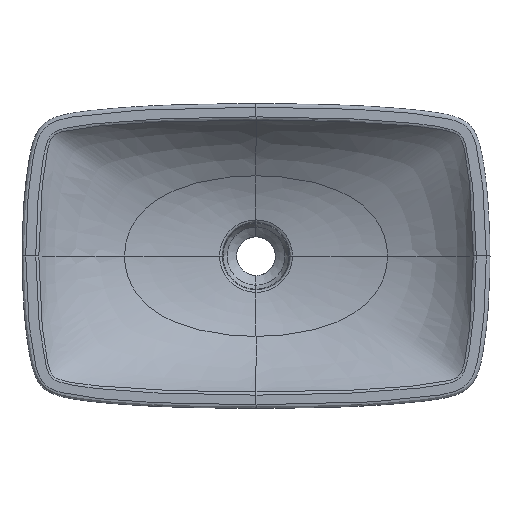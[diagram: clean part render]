
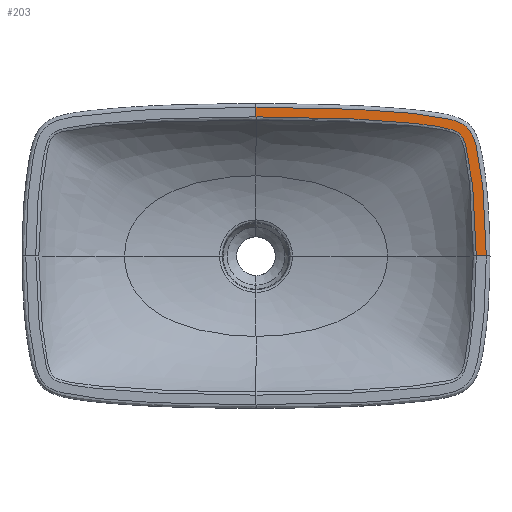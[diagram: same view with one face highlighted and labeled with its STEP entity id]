
A CAD part, top view. The second image highlights one B-rep face of the part: STEP entity #203.
In plain terms, the highlighted planar face has unit normal (0, 0, 1).
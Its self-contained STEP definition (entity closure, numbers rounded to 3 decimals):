
#46=LINE('',#18263,#52);
#52=VECTOR('',#1235,1.);
#134=PLANE('',#1200);
#203=ADVANCED_FACE('',(#308),#134,.F.);
#308=FACE_OUTER_BOUND('',#384,.T.);
#384=EDGE_LOOP('',(#655,#656,#657,#658,#659,#660));
#655=ORIENTED_EDGE('',*,*,#951,.F.);
#656=ORIENTED_EDGE('',*,*,#1014,.T.);
#657=ORIENTED_EDGE('',*,*,#1015,.F.);
#658=ORIENTED_EDGE('',*,*,#1016,.F.);
#659=ORIENTED_EDGE('',*,*,#1010,.T.);
#660=ORIENTED_EDGE('',*,*,#1009,.F.);
#814=VERTEX_POINT('',#8774);
#819=VERTEX_POINT('',#9601);
#852=VERTEX_POINT('',#17328);
#853=VERTEX_POINT('',#17357);
#855=VERTEX_POINT('',#18213);
#856=VERTEX_POINT('',#18262);
#951=EDGE_CURVE('',#819,#814,#1107,.T.);
#1009=EDGE_CURVE('',#814,#852,#1154,.T.);
#1010=EDGE_CURVE('',#853,#852,#1155,.T.);
#1014=EDGE_CURVE('',#819,#855,#1158,.T.);
#1015=EDGE_CURVE('',#856,#855,#1159,.T.);
#1016=EDGE_CURVE('',#853,#856,#46,.T.);
#1107=B_SPLINE_CURVE_WITH_KNOTS('',3,(#9597,#9598,#9599,#9600),
 .UNSPECIFIED.,.F.,.F.,(4,4),(0.,1.),.UNSPECIFIED.);
#1154=B_SPLINE_CURVE_WITH_KNOTS('',3,(#17324,#17325,#17326,#17327),
 .UNSPECIFIED.,.F.,.F.,(4,4),(0.,1.),.UNSPECIFIED.);
#1155=B_SPLINE_CURVE_WITH_KNOTS('',3,(#17329,#17330,#17331,#17332,#17333,
#17334,#17335,#17336,#17337,#17338,#17339,#17340,#17341,#17342,#17343,#17344,
#17345,#17346,#17347,#17348,#17349,#17350,#17351,#17352,#17353,#17354,#17355,
#17356),.UNSPECIFIED.,.F.,.F.,(4,2,2,2,2,2,2,2,2,2,2,2,2,4),(0.,0.063,
0.125,0.25,0.313,0.344,0.375,
0.406,0.438,0.469,0.5,0.625,0.75,1.),.UNSPECIFIED.);
#1158=B_SPLINE_CURVE_WITH_KNOTS('',3,(#18209,#18210,#18211,#18212),
 .UNSPECIFIED.,.F.,.F.,(4,4),(0.,1.),.UNSPECIFIED.);
#1159=B_SPLINE_CURVE_WITH_KNOTS('',3,(#18214,#18215,#18216,#18217,#18218,
#18219,#18220,#18221,#18222,#18223,#18224,#18225,#18226,#18227,#18228,#18229,
#18230,#18231,#18232,#18233,#18234,#18235,#18236,#18237,#18238,#18239,#18240,
#18241,#18242,#18243,#18244,#18245,#18246,#18247,#18248,#18249,#18250,#18251,
#18252,#18253,#18254,#18255,#18256,#18257,#18258,#18259,#18260,#18261),
 .UNSPECIFIED.,.F.,.F.,(4,2,2,2,2,2,2,2,2,2,2,2,2,2,2,2,2,2,2,2,2,2,2,4),
(0.,0.063,0.126,0.189,0.252,
0.284,0.315,0.347,0.363,
0.379,0.386,0.394,0.41,
0.442,0.473,0.505,0.568,
0.631,0.757,0.883,0.946,
0.978,0.994,1.),.UNSPECIFIED.);
#1200=AXIS2_PLACEMENT_3D('',#18264,#1236,#1237);
#1235=DIRECTION('',(-1.,0.,0.));
#1236=DIRECTION('',(0.,0.,-1.));
#1237=DIRECTION('',(-1.,0.,0.));
#8774=CARTESIAN_POINT('',(0.,184.779,0.));
#9597=CARTESIAN_POINT('',(0.,172.826,0.));
#9598=CARTESIAN_POINT('',(0.001,176.811,0.));
#9599=CARTESIAN_POINT('',(0.001,180.795,0.));
#9600=CARTESIAN_POINT('',(0.,184.779,0.));
#9601=CARTESIAN_POINT('',(0.,172.826,0.));
#17324=CARTESIAN_POINT('',(0.,184.779,0.));
#17325=CARTESIAN_POINT('',(0.466,184.778,0.));
#17326=CARTESIAN_POINT('',(0.933,184.777,0.));
#17327=CARTESIAN_POINT('',(1.399,184.777,0.));
#17328=CARTESIAN_POINT('',(1.399,184.777,0.));
#17329=CARTESIAN_POINT('',(286.118,0.,0.));
#17330=CARTESIAN_POINT('',(286.118,8.864,0.));
#17331=CARTESIAN_POINT('',(286.039,17.723,0.));
#17332=CARTESIAN_POINT('',(285.543,35.422,0.));
#17333=CARTESIAN_POINT('',(285.161,44.263,0.));
#17334=CARTESIAN_POINT('',(283.604,70.764,0.));
#17335=CARTESIAN_POINT('',(281.947,88.415,0.));
#17336=CARTESIAN_POINT('',(278.151,114.746,0.));
#17337=CARTESIAN_POINT('',(276.803,123.506,0.));
#17338=CARTESIAN_POINT('',(273.763,136.434,0.));
#17339=CARTESIAN_POINT('',(272.593,140.711,0.));
#17340=CARTESIAN_POINT('',(269.368,149.081,0.));
#17341=CARTESIAN_POINT('',(267.375,153.067,0.));
#17342=CARTESIAN_POINT('',(261.765,160.115,0.));
#17343=CARTESIAN_POINT('',(258.221,162.931,0.));
#17344=CARTESIAN_POINT('',(250.333,167.19,0.));
#17345=CARTESIAN_POINT('',(246.103,168.663,0.));
#17346=CARTESIAN_POINT('',(237.47,171.071,0.));
#17347=CARTESIAN_POINT('',(233.098,171.972,0.));
#17348=CARTESIAN_POINT('',(224.311,173.539,0.));
#17349=CARTESIAN_POINT('',(219.894,174.193,0.));
#17350=CARTESIAN_POINT('',(197.759,177.195,0.));
#17351=CARTESIAN_POINT('',(179.947,178.842,0.));
#17352=CARTESIAN_POINT('',(144.289,181.324,0.));
#17353=CARTESIAN_POINT('',(126.445,182.209,0.));
#17354=CARTESIAN_POINT('',(72.887,184.26,0.));
#17355=CARTESIAN_POINT('',(37.142,184.793,0.));
#17356=CARTESIAN_POINT('',(1.399,184.777,0.));
#17357=CARTESIAN_POINT('',(286.118,0.,0.));
#18209=CARTESIAN_POINT('',(0.,172.826,0.));
#18210=CARTESIAN_POINT('',(0.466,172.825,0.));
#18211=CARTESIAN_POINT('',(0.933,172.824,0.));
#18212=CARTESIAN_POINT('',(1.399,172.824,0.));
#18213=CARTESIAN_POINT('',(1.399,172.824,0.));
#18214=CARTESIAN_POINT('',(273.634,0.,0.));
#18215=CARTESIAN_POINT('',(273.634,8.476,0.));
#18216=CARTESIAN_POINT('',(273.562,16.945,0.));
#18217=CARTESIAN_POINT('',(273.096,33.853,0.));
#18218=CARTESIAN_POINT('',(272.735,42.295,0.));
#18219=CARTESIAN_POINT('',(271.762,59.155,0.));
#18220=CARTESIAN_POINT('',(271.15,67.573,0.));
#18221=CARTESIAN_POINT('',(269.578,84.376,0.));
#18222=CARTESIAN_POINT('',(268.604,92.76,0.));
#18223=CARTESIAN_POINT('',(266.879,105.311,0.));
#18224=CARTESIAN_POINT('',(266.274,109.492,0.));
#18225=CARTESIAN_POINT('',(264.96,117.844,0.));
#18226=CARTESIAN_POINT('',(264.246,122.015,0.));
#18227=CARTESIAN_POINT('',(262.555,130.331,0.));
#18228=CARTESIAN_POINT('',(261.594,134.478,0.));
#18229=CARTESIAN_POINT('',(259.635,140.65,0.));
#18230=CARTESIAN_POINT('',(258.88,142.72,0.));
#18231=CARTESIAN_POINT('',(257.038,146.68,0.));
#18232=CARTESIAN_POINT('',(255.936,148.612,0.));
#18233=CARTESIAN_POINT('',(253.803,151.089,0.));
#18234=CARTESIAN_POINT('',(253.011,151.83,0.));
#18235=CARTESIAN_POINT('',(251.281,153.162,0.));
#18236=CARTESIAN_POINT('',(250.343,153.753,0.));
#18237=CARTESIAN_POINT('',(247.473,155.322,0.));
#18238=CARTESIAN_POINT('',(245.454,156.135,0.));
#18239=CARTESIAN_POINT('',(239.253,158.25,0.));
#18240=CARTESIAN_POINT('',(235.005,159.215,0.));
#18241=CARTESIAN_POINT('',(226.501,160.873,0.));
#18242=CARTESIAN_POINT('',(222.222,161.548,0.));
#18243=CARTESIAN_POINT('',(213.645,162.772,0.));
#18244=CARTESIAN_POINT('',(209.346,163.321,0.));
#18245=CARTESIAN_POINT('',(196.434,164.875,0.));
#18246=CARTESIAN_POINT('',(187.805,165.787,0.));
#18247=CARTESIAN_POINT('',(170.545,167.304,0.));
#18248=CARTESIAN_POINT('',(161.91,167.938,0.));
#18249=CARTESIAN_POINT('',(135.994,169.632,0.));
#18250=CARTESIAN_POINT('',(118.703,170.459,0.));
#18251=CARTESIAN_POINT('',(84.106,171.746,0.));
#18252=CARTESIAN_POINT('',(66.799,172.198,0.));
#18253=CARTESIAN_POINT('',(40.827,172.616,0.));
#18254=CARTESIAN_POINT('',(32.168,172.713,0.));
#18255=CARTESIAN_POINT('',(19.177,172.796,0.));
#18256=CARTESIAN_POINT('',(14.846,172.814,0.));
#18257=CARTESIAN_POINT('',(8.349,172.826,0.));
#18258=CARTESIAN_POINT('',(6.183,172.827,0.));
#18259=CARTESIAN_POINT('',(3.145,172.826,0.));
#18260=CARTESIAN_POINT('',(2.272,172.824,0.));
#18261=CARTESIAN_POINT('',(1.399,172.824,0.));
#18262=CARTESIAN_POINT('',(273.634,0.,0.));
#18263=CARTESIAN_POINT('',(292.372,0.,0.));
#18264=CARTESIAN_POINT('',(292.372,-0.001,0.));
